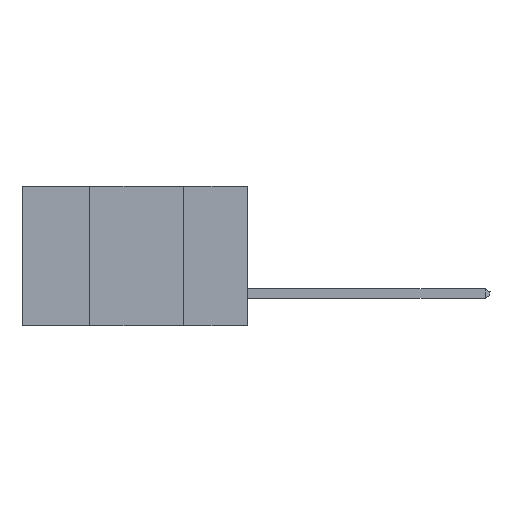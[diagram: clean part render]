
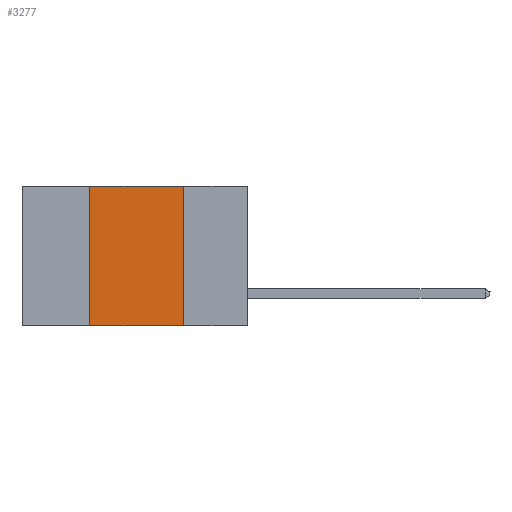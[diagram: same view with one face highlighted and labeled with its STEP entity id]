
A CAD part, left-side view. The second image highlights one B-rep face of the part: STEP entity #3277.
In plain terms, the highlighted planar face has unit normal (-1, 0, 0).
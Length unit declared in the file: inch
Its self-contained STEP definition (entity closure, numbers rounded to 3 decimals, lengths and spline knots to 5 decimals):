
#280 = EDGE_LOOP ( 'NONE', ( #3631, #8773, #4750, #9552 ) ) ;
#806 = CARTESIAN_POINT ( 'NONE',  ( 0., 0.42, -0.37 ) ) ;
#2637 = CARTESIAN_POINT ( 'NONE',  ( 0., 0.6, -0.37 ) ) ;
#2850 = LINE ( 'NONE', #2637, #4335 ) ;
#2874 = CARTESIAN_POINT ( 'NONE',  ( 0., 0.42, -0.37 ) ) ;
#3277 = ADVANCED_FACE ( 'NONE', ( #8534 ), #11773, .F. ) ;
#3631 = ORIENTED_EDGE ( 'NONE', *, *, #6147, .F. ) ;
#4047 = CARTESIAN_POINT ( 'NONE',  ( 0., 0.6, 0. ) ) ;
#4335 = VECTOR ( 'NONE', #9329, 39.37008 ) ;
#4373 = EDGE_CURVE ( 'NONE', #7278, #9899, #2850, .T. ) ;
#4750 = ORIENTED_EDGE ( 'NONE', *, *, #9653, .F. ) ;
#5379 = VECTOR ( 'NONE', #12644, 39.37008 ) ;
#5879 = DIRECTION ( 'NONE',  ( 0., -1., 0. ) ) ;
#6005 = VERTEX_POINT ( 'NONE', #11123 ) ;
#6147 = EDGE_CURVE ( 'NONE', #6005, #9899, #10558, .T. ) ;
#6581 = VECTOR ( 'NONE', #5879, 39.37008 ) ;
#6726 = CARTESIAN_POINT ( 'NONE',  ( 0., 0.17, -0.37 ) ) ;
#6820 = LINE ( 'NONE', #11248, #6581 ) ;
#7278 = VERTEX_POINT ( 'NONE', #2874 ) ;
#8038 = AXIS2_PLACEMENT_3D ( 'NONE', #4047, #8453, #10710 ) ;
#8223 = CARTESIAN_POINT ( 'NONE',  ( 0., 0.17, -0.37 ) ) ;
#8453 = DIRECTION ( 'NONE',  ( 1., 0., 0. ) ) ;
#8496 = LINE ( 'NONE', #806, #9549 ) ;
#8534 = FACE_OUTER_BOUND ( 'NONE', #280, .T. ) ;
#8773 = ORIENTED_EDGE ( 'NONE', *, *, #14203, .F. ) ;
#9329 = DIRECTION ( 'NONE',  ( 0., -1., 0. ) ) ;
#9549 = VECTOR ( 'NONE', #12903, 39.37008 ) ;
#9552 = ORIENTED_EDGE ( 'NONE', *, *, #4373, .T. ) ;
#9653 = EDGE_CURVE ( 'NONE', #7278, #13922, #8496, .T. ) ;
#9899 = VERTEX_POINT ( 'NONE', #6726 ) ;
#10558 = LINE ( 'NONE', #8223, #5379 ) ;
#10710 = DIRECTION ( 'NONE',  ( 0., 0., -1. ) ) ;
#11123 = CARTESIAN_POINT ( 'NONE',  ( 0., 0.17, 0. ) ) ;
#11248 = CARTESIAN_POINT ( 'NONE',  ( 0., 0.6, 0. ) ) ;
#11773 = PLANE ( 'NONE',  #8038 ) ;
#12644 = DIRECTION ( 'NONE',  ( 0., 0., -1. ) ) ;
#12903 = DIRECTION ( 'NONE',  ( 0., 0., 1. ) ) ;
#13922 = VERTEX_POINT ( 'NONE', #13990 ) ;
#13990 = CARTESIAN_POINT ( 'NONE',  ( 0., 0.42, 0. ) ) ;
#14203 = EDGE_CURVE ( 'NONE', #13922, #6005, #6820, .T. ) ;
